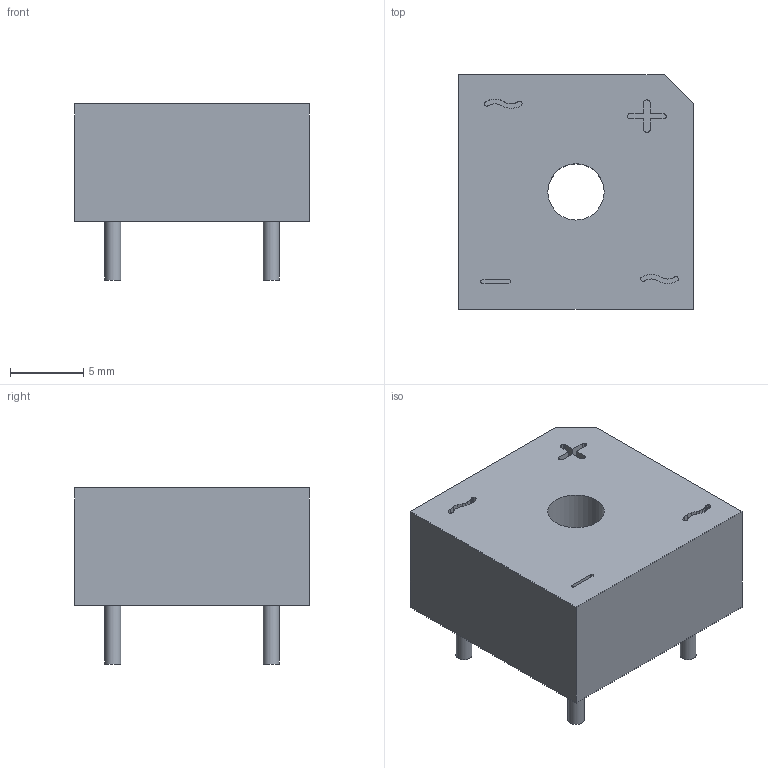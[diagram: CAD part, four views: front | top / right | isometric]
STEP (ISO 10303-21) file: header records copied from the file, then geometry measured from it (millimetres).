
FILE_DESCRIPTION(('STEP AP214'), '1');
FILE_NAME('BR3', '2017-08-01T12:34:11', ('Àíòîí'), ('Äîì'), 'ASCON STEP Converter 1.3', 'ASCON Math Kernel', '');
FILE_SCHEMA(('AUTOMOTIVE_DESIGN { 1 0 10303 214 3 1 1}'));
Length unit declared in the file: millimetre
Bounding box: 16 x 16 x 12 mm (x, y, z)
Volume: 1951.5 mm3; surface area: 1159.2 mm2
Topology: 1 solids, 1 shells, 142 faces, 396 edges, 264 vertices
Faces by surface type: cylinder 79, plane 63
Full cylindrical faces by diameter (mm): 1.1 x4, 3.84 x1
Entity records: 5777 total; most frequent: DIRECTION 835, CARTESIAN_POINT 798, ORIENTED_EDGE 782, EDGE_CURVE 391, AXIS2_PLACEMENT_3D 301, VERTEX_POINT 264, LINE 233, VECTOR 233
